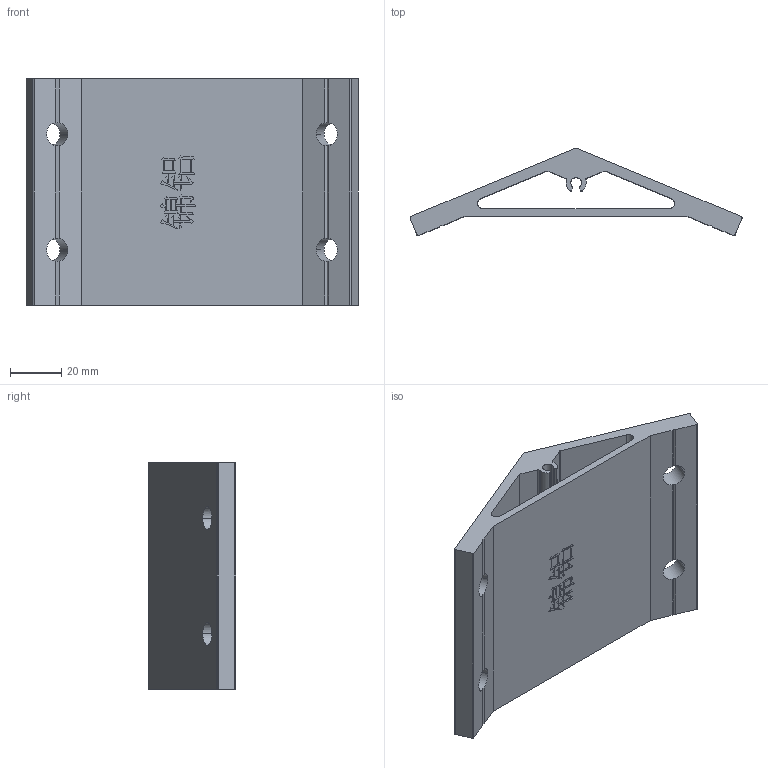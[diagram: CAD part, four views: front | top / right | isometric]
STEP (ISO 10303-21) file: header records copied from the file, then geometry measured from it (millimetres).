
FILE_DESCRIPTION (( 'STEP AP203' ), '1' );
FILE_NAME ('135du-9090-88MM.STEP', '2019-07-25T08:08:45', ( '微软用户' ), ( '微软中国' ), 'SwSTEP 2.0', 'SolidWorks 2015', '' );
FILE_SCHEMA (( 'CONFIG_CONTROL_DESIGN' ));
Length unit declared in the file: millimetre
Products named in the file (1): 135du-9090-88MM
Bounding box: 129.04 x 34 x 88 mm (x, y, z)
Volume: 96058.4 mm3; surface area: 43365.6 mm2
Topology: 1 solids, 1 shells, 217 faces, 630 edges, 420 vertices
Faces by surface type: plane 156, cylinder 33, bspline 28
Entity records: 8087 total; most frequent: CARTESIAN_POINT 2424, ORIENTED_EDGE 1260, DIRECTION 1012, EDGE_CURVE 630, VECTOR 484, LINE 484, VERTEX_POINT 420, AXIS2_PLACEMENT_3D 264
